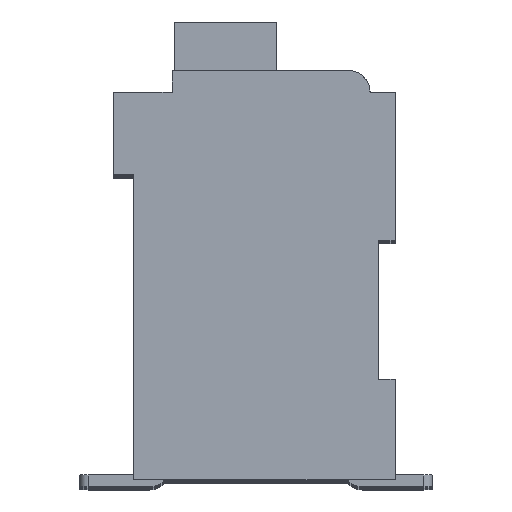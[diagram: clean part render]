
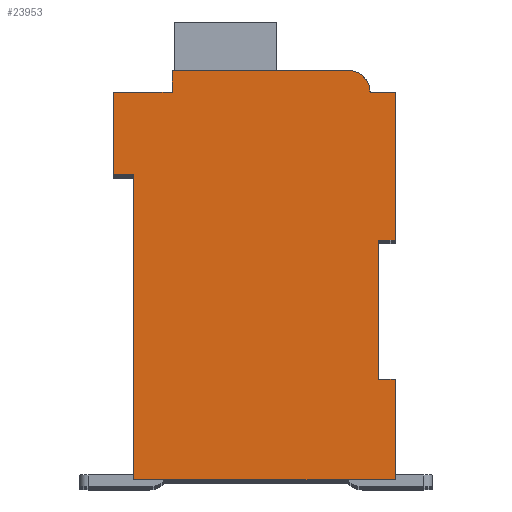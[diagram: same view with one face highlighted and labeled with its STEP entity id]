
A CAD part, top view. The second image highlights one B-rep face of the part: STEP entity #23953.
In plain terms, the highlighted planar face has unit normal (0, 0, 1).
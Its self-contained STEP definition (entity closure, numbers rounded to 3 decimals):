
#5778=DIRECTION('',(1.,0.,0.));
#5779=VECTOR('',#5778,0.5);
#5780=CARTESIAN_POINT('',(7.3,7.15,2.1));
#5781=LINE('',#5780,#5779);
#5782=DIRECTION('',(0.,1.,0.));
#5783=VECTOR('',#5782,4.15);
#5784=CARTESIAN_POINT('',(7.3,3.,2.1));
#5785=LINE('',#5784,#5783);
#5786=DIRECTION('',(-1.,0.,0.));
#5787=VECTOR('',#5786,0.5);
#5788=CARTESIAN_POINT('',(7.8,3.,2.1));
#5789=LINE('',#5788,#5787);
#5790=DIRECTION('',(0.,1.,0.));
#5791=VECTOR('',#5790,3.);
#5792=CARTESIAN_POINT('',(7.8,0.,2.1));
#5793=LINE('',#5792,#5791);
#5794=DIRECTION('',(1.,0.,0.));
#5795=VECTOR('',#5794,7.8);
#5796=CARTESIAN_POINT('',(0.,0.,2.1));
#5797=LINE('',#5796,#5795);
#5798=DIRECTION('',(0.,-1.,0.));
#5799=VECTOR('',#5798,9.1);
#5800=CARTESIAN_POINT('',(0.,9.1,2.1));
#5801=LINE('',#5800,#5799);
#5802=DIRECTION('',(1.,0.,0.));
#5803=VECTOR('',#5802,0.6);
#5804=CARTESIAN_POINT('',(-0.6,9.1,2.1));
#5805=LINE('',#5804,#5803);
#5806=DIRECTION('',(0.,-1.,0.));
#5807=VECTOR('',#5806,2.45);
#5808=CARTESIAN_POINT('',(-0.6,11.55,2.1));
#5809=LINE('',#5808,#5807);
#5810=DIRECTION('',(-1.,0.,0.));
#5811=VECTOR('',#5810,1.75);
#5812=CARTESIAN_POINT('',(1.15,11.55,2.1));
#5813=LINE('',#5812,#5811);
#5814=DIRECTION('',(0.,-1.,0.));
#5815=VECTOR('',#5814,0.65);
#5816=CARTESIAN_POINT('',(1.15,12.2,2.1));
#5817=LINE('',#5816,#5815);
#5818=DIRECTION('',(-1.,0.,0.));
#5819=VECTOR('',#5818,5.25);
#5820=CARTESIAN_POINT('',(6.4,12.2,2.1));
#5821=LINE('',#5820,#5819);
#5822=CARTESIAN_POINT('',(6.4,11.55,2.1));
#5823=DIRECTION('',(0.,0.,1.));
#5824=DIRECTION('',(1.,0.,0.));
#5825=AXIS2_PLACEMENT_3D('',#5822,#5823,#5824);
#5827=DIRECTION('',(-1.,0.,0.));
#5828=VECTOR('',#5827,0.75);
#5829=CARTESIAN_POINT('',(7.8,11.55,2.1));
#5830=LINE('',#5829,#5828);
#5831=DIRECTION('',(0.,1.,0.));
#5832=VECTOR('',#5831,4.4);
#5833=CARTESIAN_POINT('',(7.8,7.15,2.1));
#5834=LINE('',#5833,#5832);
#13921=CARTESIAN_POINT('',(7.3,7.15,2.1));
#13922=CARTESIAN_POINT('',(7.8,7.15,2.1));
#13923=VERTEX_POINT('',#13921);
#13924=VERTEX_POINT('',#13922);
#13925=CARTESIAN_POINT('',(7.8,11.55,2.1));
#13926=VERTEX_POINT('',#13925);
#13927=CARTESIAN_POINT('',(7.05,11.55,2.1));
#13928=VERTEX_POINT('',#13927);
#13929=CARTESIAN_POINT('',(6.4,12.2,2.1));
#13930=VERTEX_POINT('',#13929);
#13931=CARTESIAN_POINT('',(1.15,12.2,2.1));
#13932=VERTEX_POINT('',#13931);
#13933=CARTESIAN_POINT('',(1.15,11.55,2.1));
#13934=VERTEX_POINT('',#13933);
#13935=CARTESIAN_POINT('',(-0.6,11.55,2.1));
#13936=VERTEX_POINT('',#13935);
#13937=CARTESIAN_POINT('',(-0.6,9.1,2.1));
#13938=VERTEX_POINT('',#13937);
#13939=CARTESIAN_POINT('',(0.,9.1,2.1));
#13940=VERTEX_POINT('',#13939);
#13941=CARTESIAN_POINT('',(0.,0.,2.1));
#13942=VERTEX_POINT('',#13941);
#13943=CARTESIAN_POINT('',(7.8,0.,2.1));
#13944=VERTEX_POINT('',#13943);
#13945=CARTESIAN_POINT('',(7.8,3.,2.1));
#13946=VERTEX_POINT('',#13945);
#13947=CARTESIAN_POINT('',(7.3,3.,2.1));
#13948=VERTEX_POINT('',#13947);
#23932=CARTESIAN_POINT('',(0.,0.,2.1));
#23933=DIRECTION('',(0.,0.,1.));
#23934=DIRECTION('',(1.,0.,0.));
#23935=AXIS2_PLACEMENT_3D('',#23932,#23933,#23934);
#23936=PLANE('',#23935);
#23937=ORIENTED_EDGE('',*,*,#18286,.F.);
#23938=ORIENTED_EDGE('',*,*,#18950,.F.);
#23939=ORIENTED_EDGE('',*,*,#19484,.F.);
#23940=ORIENTED_EDGE('',*,*,#19839,.F.);
#23941=ORIENTED_EDGE('',*,*,#20254,.F.);
#23942=ORIENTED_EDGE('',*,*,#20807,.F.);
#23943=ORIENTED_EDGE('',*,*,#21404,.F.);
#23944=ORIENTED_EDGE('',*,*,#21623,.F.);
#23945=ORIENTED_EDGE('',*,*,#21953,.F.);
#23946=ORIENTED_EDGE('',*,*,#22592,.F.);
#23947=ORIENTED_EDGE('',*,*,#23092,.F.);
#23948=ORIENTED_EDGE('',*,*,#22004,.F.);
#23949=ORIENTED_EDGE('',*,*,#22413,.F.);
#23950=ORIENTED_EDGE('',*,*,#18845,.F.);
#23951=EDGE_LOOP('',(#23937,#23938,#23939,#23940,#23941,#23942,#23943,#23944,
#23945,#23946,#23947,#23948,#23949,#23950));
#23952=FACE_OUTER_BOUND('',#23951,.F.);
#5826=CIRCLE('',#5825,0.65);
#18286=EDGE_CURVE('',#13923,#13924,#5781,.T.);
#18845=EDGE_CURVE('',#13924,#13926,#5834,.T.);
#18950=EDGE_CURVE('',#13948,#13923,#5785,.T.);
#19484=EDGE_CURVE('',#13946,#13948,#5789,.T.);
#19839=EDGE_CURVE('',#13944,#13946,#5793,.T.);
#20254=EDGE_CURVE('',#13942,#13944,#5797,.T.);
#20807=EDGE_CURVE('',#13940,#13942,#5801,.T.);
#21404=EDGE_CURVE('',#13938,#13940,#5805,.T.);
#21623=EDGE_CURVE('',#13936,#13938,#5809,.T.);
#21953=EDGE_CURVE('',#13934,#13936,#5813,.T.);
#22004=EDGE_CURVE('',#13928,#13930,#5826,.T.);
#22413=EDGE_CURVE('',#13926,#13928,#5830,.T.);
#22592=EDGE_CURVE('',#13932,#13934,#5817,.T.);
#23092=EDGE_CURVE('',#13930,#13932,#5821,.T.);
#23953=ADVANCED_FACE('',(#23952),#23936,.T.);
